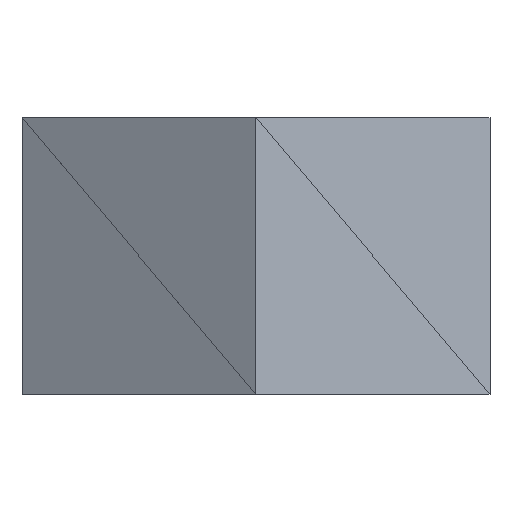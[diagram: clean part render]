
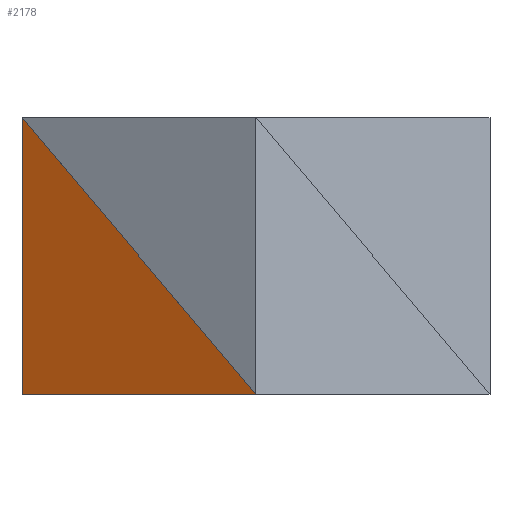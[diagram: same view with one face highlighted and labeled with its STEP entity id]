
A CAD part, left-side view. The second image highlights one B-rep face of the part: STEP entity #2178.
In plain terms, the highlighted planar face has unit normal (-0.866, 0.5, 0).
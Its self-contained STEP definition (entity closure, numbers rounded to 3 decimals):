
#1458 = VERTEX_POINT('',#1459);
#1459 = CARTESIAN_POINT('',(-3.173,5.497,6.5));
#1516 = VERTEX_POINT('',#1517);
#1517 = CARTESIAN_POINT('',(-6.347,0.,0.));
#1538 = PLANE('',#1539);
#1539 = AXIS2_PLACEMENT_3D('',#1540,#1541,#1542);
#1540 = CARTESIAN_POINT('',(-4.228,2.434,0.));
#1541 = DIRECTION('',(-0.,-0.,-1.));
#1542 = DIRECTION('',(-1.,0.,0.));
#1782 = VERTEX_POINT('',#1783);
#1783 = CARTESIAN_POINT('',(-3.173,5.497,0.));
#2064 = PLANE('',#2065);
#2065 = AXIS2_PLACEMENT_3D('',#2066,#2067,#2068);
#2066 = CARTESIAN_POINT('',(-0.941,5.497,
    2.309));
#2067 = DIRECTION('',(0.,1.,0.));
#2068 = DIRECTION('',(1.,0.,0.));
#2153 = EDGE_CURVE('',#1458,#1782,#2154,.T.);
#2154 = SURFACE_CURVE('',#2155,(#2159,#2166),.PCURVE_S1.);
#2155 = LINE('',#2156,#2157);
#2156 = CARTESIAN_POINT('',(-3.173,5.497,6.5));
#2157 = VECTOR('',#2158,1.);
#2158 = DIRECTION('',(0.,0.,-1.));
#2159 = PCURVE('',#2064,#2160);
#2160 = DEFINITIONAL_REPRESENTATION('',(#2161),#2165);
#2161 = LINE('',#2162,#2163);
#2162 = CARTESIAN_POINT('',(-2.233,-4.191));
#2163 = VECTOR('',#2164,1.);
#2164 = DIRECTION('',(0.,1.));
#2165 = ( GEOMETRIC_REPRESENTATION_CONTEXT(2) 
PARAMETRIC_REPRESENTATION_CONTEXT() REPRESENTATION_CONTEXT('2D SPACE',''
  ) );
#2166 = PCURVE('',#2167,#2172);
#2167 = PLANE('',#2168);
#2168 = AXIS2_PLACEMENT_3D('',#2169,#2170,#2171);
#2169 = CARTESIAN_POINT('',(-4.29,3.563,
    2.309));
#2170 = DIRECTION('',(-0.866,0.5,0.)
  );
#2171 = DIRECTION('',(-0.5,-0.866,0.));
#2172 = DEFINITIONAL_REPRESENTATION('',(#2173),#2177);
#2173 = LINE('',#2174,#2175);
#2174 = CARTESIAN_POINT('',(-2.233,4.191));
#2175 = VECTOR('',#2176,1.);
#2176 = DIRECTION('',(0.,-1.));
#2177 = ( GEOMETRIC_REPRESENTATION_CONTEXT(2) 
PARAMETRIC_REPRESENTATION_CONTEXT() REPRESENTATION_CONTEXT('2D SPACE',''
  ) );
#2178 = ADVANCED_FACE('',(#2179),#2167,.T.);
#2179 = FACE_BOUND('',#2180,.T.);
#2180 = EDGE_LOOP('',(#2181,#2207,#2208));
#2181 = ORIENTED_EDGE('',*,*,#2182,.T.);
#2182 = EDGE_CURVE('',#1516,#1458,#2183,.T.);
#2183 = SURFACE_CURVE('',#2184,(#2188,#2195),.PCURVE_S1.);
#2184 = LINE('',#2185,#2186);
#2185 = CARTESIAN_POINT('',(-6.347,0.,0.));
#2186 = VECTOR('',#2187,1.);
#2187 = DIRECTION('',(0.349,0.605,0.715));
#2188 = PCURVE('',#2167,#2189);
#2189 = DEFINITIONAL_REPRESENTATION('',(#2190),#2194);
#2190 = LINE('',#2191,#2192);
#2191 = CARTESIAN_POINT('',(4.114,-2.309));
#2192 = VECTOR('',#2193,1.);
#2193 = DIRECTION('',(-0.699,0.715));
#2194 = ( GEOMETRIC_REPRESENTATION_CONTEXT(2) 
PARAMETRIC_REPRESENTATION_CONTEXT() REPRESENTATION_CONTEXT('2D SPACE',''
  ) );
#2195 = PCURVE('',#2196,#2201);
#2196 = PLANE('',#2197);
#2197 = AXIS2_PLACEMENT_3D('',#2198,#2199,#2200);
#2198 = CARTESIAN_POINT('',(-5.231,1.934,
    4.191));
#2199 = DIRECTION('',(-0.866,0.5,0.)
  );
#2200 = DIRECTION('',(-0.5,-0.866,0.));
#2201 = DEFINITIONAL_REPRESENTATION('',(#2202),#2206);
#2202 = LINE('',#2203,#2204);
#2203 = CARTESIAN_POINT('',(2.233,-4.191));
#2204 = VECTOR('',#2205,1.);
#2205 = DIRECTION('',(-0.699,0.715));
#2206 = ( GEOMETRIC_REPRESENTATION_CONTEXT(2) 
PARAMETRIC_REPRESENTATION_CONTEXT() REPRESENTATION_CONTEXT('2D SPACE',''
  ) );
#2207 = ORIENTED_EDGE('',*,*,#2153,.T.);
#2208 = ORIENTED_EDGE('',*,*,#2209,.T.);
#2209 = EDGE_CURVE('',#1782,#1516,#2210,.T.);
#2210 = SURFACE_CURVE('',#2211,(#2215,#2222),.PCURVE_S1.);
#2211 = LINE('',#2212,#2213);
#2212 = CARTESIAN_POINT('',(-3.173,5.497,0.));
#2213 = VECTOR('',#2214,1.);
#2214 = DIRECTION('',(-0.5,-0.866,0.));
#2215 = PCURVE('',#2167,#2216);
#2216 = DEFINITIONAL_REPRESENTATION('',(#2217),#2221);
#2217 = LINE('',#2218,#2219);
#2218 = CARTESIAN_POINT('',(-2.233,-2.309));
#2219 = VECTOR('',#2220,1.);
#2220 = DIRECTION('',(1.,0.));
#2221 = ( GEOMETRIC_REPRESENTATION_CONTEXT(2) 
PARAMETRIC_REPRESENTATION_CONTEXT() REPRESENTATION_CONTEXT('2D SPACE',''
  ) );
#2222 = PCURVE('',#1538,#2223);
#2223 = DEFINITIONAL_REPRESENTATION('',(#2224),#2228);
#2224 = LINE('',#2225,#2226);
#2225 = CARTESIAN_POINT('',(-1.054,3.063));
#2226 = VECTOR('',#2227,1.);
#2227 = DIRECTION('',(0.5,-0.866));
#2228 = ( GEOMETRIC_REPRESENTATION_CONTEXT(2) 
PARAMETRIC_REPRESENTATION_CONTEXT() REPRESENTATION_CONTEXT('2D SPACE',''
  ) );
